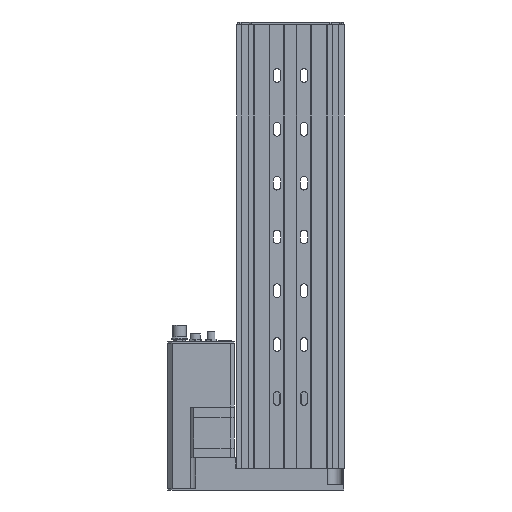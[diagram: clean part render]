
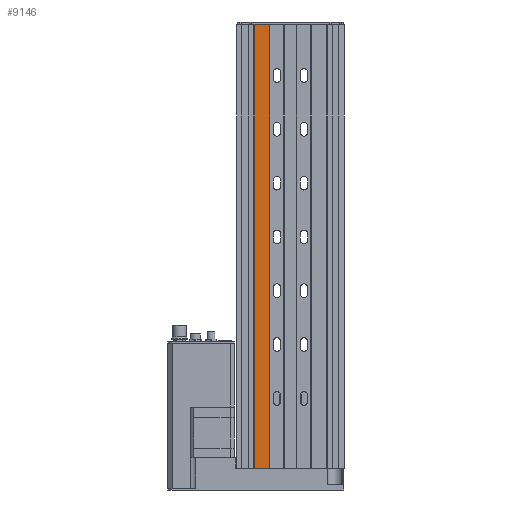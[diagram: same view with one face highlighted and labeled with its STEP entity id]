
A CAD part, front view. The second image highlights one B-rep face of the part: STEP entity #9146.
In plain terms, the highlighted planar face has unit normal (0, -1, 0).
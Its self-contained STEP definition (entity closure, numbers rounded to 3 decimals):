
#52 = DIRECTION ( 'NONE',  ( 0., 0., -1. ) ) ;
#210 = EDGE_CURVE ( 'NONE', #10719, #8619, #24682, .T. ) ;
#1629 = CARTESIAN_POINT ( 'NONE',  ( -19.5, -21., 516.12 ) ) ;
#1953 = LINE ( 'NONE', #28274, #15082 ) ;
#2177 = ORIENTED_EDGE ( 'NONE', *, *, #210, .T. ) ;
#3129 = CARTESIAN_POINT ( 'NONE',  ( -19.5, -21., 0. ) ) ;
#4691 = AXIS2_PLACEMENT_3D ( 'NONE', #18610, #12110, #5587 ) ;
#5587 = DIRECTION ( 'NONE',  ( 0., 0., 1. ) ) ;
#7436 = CARTESIAN_POINT ( 'NONE',  ( -33.5, -21., 0. ) ) ;
#7450 = VECTOR ( 'NONE', #12098, 1000. ) ;
#7799 = CARTESIAN_POINT ( 'NONE',  ( -19.5, -21., 412. ) ) ;
#7890 = FACE_OUTER_BOUND ( 'NONE', #25059, .T. ) ;
#8619 = VERTEX_POINT ( 'NONE', #13879 ) ;
#9146 = ADVANCED_FACE ( 'NONE', ( #7890 ), #14425, .F. ) ;
#10454 = DIRECTION ( 'NONE',  ( 0., 0., -1. ) ) ;
#10719 = VERTEX_POINT ( 'NONE', #7436 ) ;
#12098 = DIRECTION ( 'NONE',  ( 1., 0., 0. ) ) ;
#12110 = DIRECTION ( 'NONE',  ( 0., 1., 0. ) ) ;
#13430 = EDGE_CURVE ( 'NONE', #16194, #26891, #1953, .T. ) ;
#13879 = CARTESIAN_POINT ( 'NONE',  ( -19.5, -21., 0. ) ) ;
#14425 = PLANE ( 'NONE',  #4691 ) ;
#15082 = VECTOR ( 'NONE', #17264, 1000. ) ;
#15696 = ORIENTED_EDGE ( 'NONE', *, *, #18378, .T. ) ;
#15870 = CARTESIAN_POINT ( 'NONE',  ( -33.5, -21., 412. ) ) ;
#16194 = VERTEX_POINT ( 'NONE', #15870 ) ;
#16388 = EDGE_CURVE ( 'NONE', #26891, #8619, #21442, .T. ) ;
#17161 = ORIENTED_EDGE ( 'NONE', *, *, #16388, .F. ) ;
#17264 = DIRECTION ( 'NONE',  ( 1., 0., 0. ) ) ;
#17543 = CARTESIAN_POINT ( 'NONE',  ( -33.5, -21., 516.12 ) ) ;
#18378 = EDGE_CURVE ( 'NONE', #16194, #10719, #19447, .T. ) ;
#18456 = VECTOR ( 'NONE', #10454, 1000. ) ;
#18610 = CARTESIAN_POINT ( 'NONE',  ( -19.5, -21., 516.12 ) ) ;
#19447 = LINE ( 'NONE', #17543, #25442 ) ;
#21442 = LINE ( 'NONE', #1629, #18456 ) ;
#24682 = LINE ( 'NONE', #3129, #7450 ) ;
#25059 = EDGE_LOOP ( 'NONE', ( #27690, #15696, #2177, #17161 ) ) ;
#25442 = VECTOR ( 'NONE', #52, 1000. ) ;
#26891 = VERTEX_POINT ( 'NONE', #7799 ) ;
#27690 = ORIENTED_EDGE ( 'NONE', *, *, #13430, .F. ) ;
#28274 = CARTESIAN_POINT ( 'NONE',  ( -19.5, -21., 412. ) ) ;
